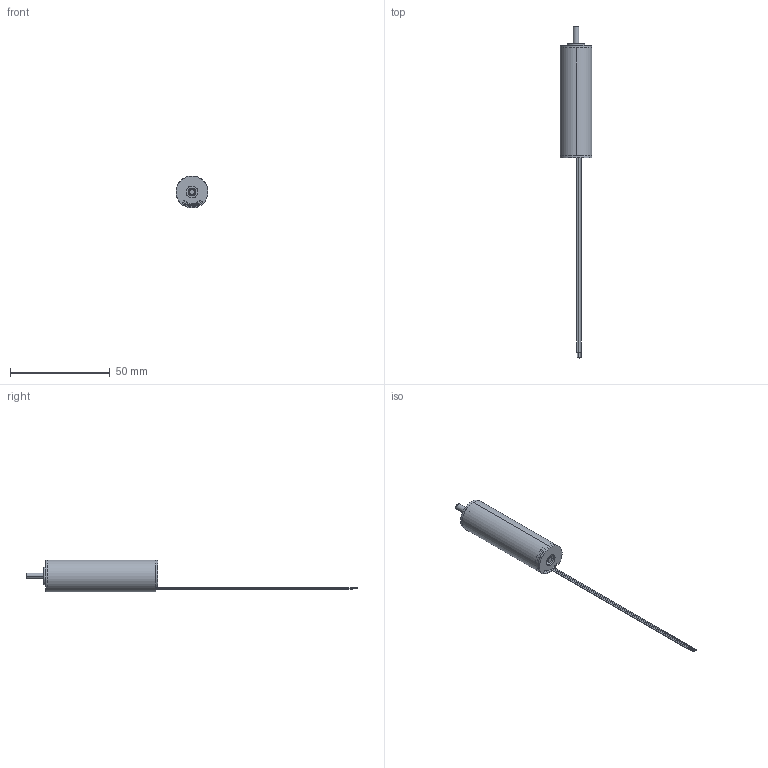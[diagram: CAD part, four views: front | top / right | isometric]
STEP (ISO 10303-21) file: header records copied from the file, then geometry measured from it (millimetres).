
FILE_DESCRIPTION (( 'STEP AP203' ), '1' );
FILE_NAME ('ECH1656L.STEP', '2016-12-27T03:00:42', ( 'Sky123.Org' ), ( 'Sky123.Org' ), 'SwSTEP 2.0', 'SolidWorks 2013', '' );
FILE_SCHEMA (( 'CONFIG_CONTROL_DESIGN' ));
Length unit declared in the file: millimetre
Products named in the file (6): 01.14.0003 傷赽盄; 01.07.0054 儂褲; ECH1656L; 01.01.0064 ヶ傷裔; 01.02.0048 綴傷裔; 01.10.0306 粣
Assembly tree (5 placements, depth 2):
  ECH1656L
    01.07.0054 儂褲
    01.01.0064 ヶ傷裔
    01.02.0048 綴傷裔
    01.10.0306 粣
    01.14.0003 傷赽盄
Bounding box: 16 x 166.5 x 16 mm (x, y, z)
Volume: 3223.5 mm3; surface area: 8284 mm2
Topology: 7 solids, 7 shells, 128 faces, 288 edges, 187 vertices
Faces by surface type: cylinder 76, plane 36, cone 12, torus 4
Entity records: 4300 total; most frequent: DIRECTION 736, CARTESIAN_POINT 611, ORIENTED_EDGE 576, AXIS2_PLACEMENT_3D 312, EDGE_CURVE 288, VERTEX_POINT 187, CIRCLE 176, EDGE_LOOP 153
